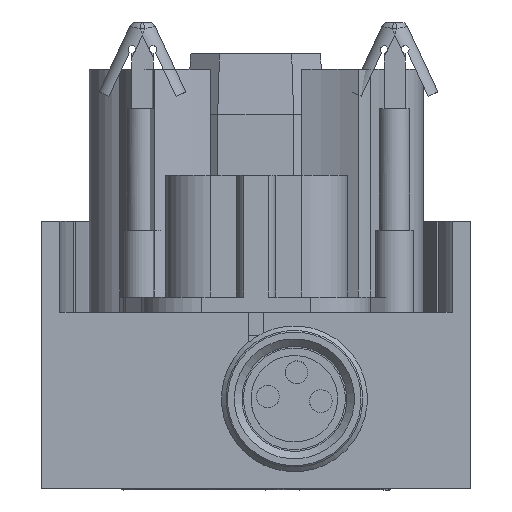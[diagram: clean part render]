
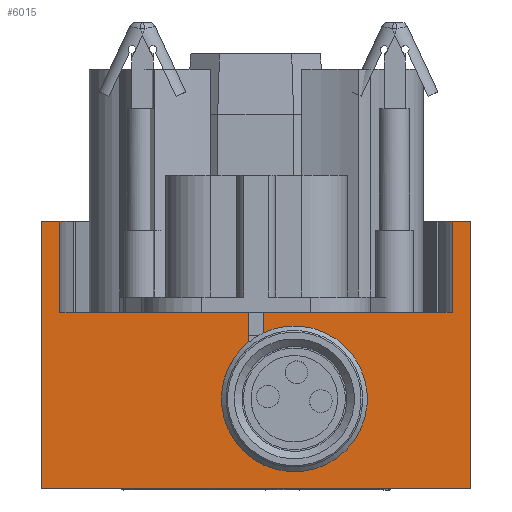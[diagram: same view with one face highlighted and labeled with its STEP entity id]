
A CAD part, front view. The second image highlights one B-rep face of the part: STEP entity #6015.
In plain terms, the highlighted planar face has unit normal (0, -1, 0).
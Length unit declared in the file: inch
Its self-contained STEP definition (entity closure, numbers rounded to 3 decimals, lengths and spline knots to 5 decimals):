
#190 = CARTESIAN_POINT ( 'NONE',  ( 1.08983, 0.87467, 1.25141 ) ) ;
#406 = DIRECTION ( 'NONE',  ( 1., 0., 0. ) ) ;
#493 = DIRECTION ( 'NONE',  ( 0., 0., -1. ) ) ;
#811 = CARTESIAN_POINT ( 'NONE',  ( 1.66463, 0.87467, 0.79471 ) ) ;
#925 = DIRECTION ( 'NONE',  ( 1., 0., 0. ) ) ;
#1228 = VERTEX_POINT ( 'NONE', #12519 ) ;
#1271 = DIRECTION ( 'NONE',  ( 0., 0., 1. ) ) ;
#1363 = CARTESIAN_POINT ( 'NONE',  ( 1.10951, 0.87467, 0.79471 ) ) ;
#1562 = PLANE ( 'NONE',  #13155 ) ;
#1994 = CARTESIAN_POINT ( 'NONE',  ( 0.60164, 0.87467, 1.48763 ) ) ;
#2235 = DIRECTION ( 'NONE',  ( 0., 0., -1. ) ) ;
#2452 = VECTOR ( 'NONE', #406, 39.37008 ) ;
#2791 = CARTESIAN_POINT ( 'NONE',  ( 1.61739, 0.87467, 1.48763 ) ) ;
#3199 = DIRECTION ( 'NONE',  ( 0., 0., -1. ) ) ;
#3428 = CARTESIAN_POINT ( 'NONE',  ( 1.1292, 0.87467, 0.79471 ) ) ;
#3873 = DIRECTION ( 'NONE',  ( 0., 0., -1. ) ) ;
#4008 = VERTEX_POINT ( 'NONE', #2791 ) ;
#4047 = CARTESIAN_POINT ( 'NONE',  ( 1.10951, 0.87467, 1.25141 ) ) ;
#4416 = LINE ( 'NONE', #18066, #4656 ) ;
#4537 = CARTESIAN_POINT ( 'NONE',  ( 0.60164, 0.87467, 1.25141 ) ) ;
#4656 = VECTOR ( 'NONE', #3199, 39.37008 ) ;
#4742 = EDGE_CURVE ( 'NONE', #8310, #13698, #16397, .T. ) ;
#4831 = CARTESIAN_POINT ( 'NONE',  ( 0.5544, 0.87467, 1.48763 ) ) ;
#5612 = LINE ( 'NONE', #16773, #7458 ) ;
#5721 = DIRECTION ( 'NONE',  ( 1., 0., 0. ) ) ;
#5894 = VERTEX_POINT ( 'NONE', #190 ) ;
#6015 = ADVANCED_FACE ( 'NONE', ( #15143 ), #1562, .F. ) ;
#6086 = ORIENTED_EDGE ( 'NONE', *, *, #14320, .F. ) ;
#6231 = CARTESIAN_POINT ( 'NONE',  ( 1.10951, 0.87467, 1.027 ) ) ;
#6292 = VERTEX_POINT ( 'NONE', #1994 ) ;
#6611 = ORIENTED_EDGE ( 'NONE', *, *, #13656, .F. ) ;
#6804 = VERTEX_POINT ( 'NONE', #11230 ) ;
#6851 = CARTESIAN_POINT ( 'NONE',  ( 1.61739, 0.87467, 1.25141 ) ) ;
#6916 = VECTOR ( 'NONE', #3873, 39.37008 ) ;
#7114 = CARTESIAN_POINT ( 'NONE',  ( 1.10951, 0.87467, 1.25141 ) ) ;
#7145 = EDGE_CURVE ( 'NONE', #5894, #9898, #4416, .T. ) ;
#7458 = VECTOR ( 'NONE', #18302, 39.37008 ) ;
#7492 = VECTOR ( 'NONE', #18726, 39.37008 ) ;
#7700 = LINE ( 'NONE', #11166, #9787 ) ;
#7770 = CARTESIAN_POINT ( 'NONE',  ( 1.66463, 0.87467, 0.79471 ) ) ;
#7831 = DIRECTION ( 'NONE',  ( 0., -1., 0. ) ) ;
#8169 = DIRECTION ( 'NONE',  ( 0., 0., 1. ) ) ;
#8229 = ORIENTED_EDGE ( 'NONE', *, *, #19243, .T. ) ;
#8310 = VERTEX_POINT ( 'NONE', #14701 ) ;
#8361 = VERTEX_POINT ( 'NONE', #4537 ) ;
#8547 = EDGE_CURVE ( 'NONE', #6292, #8361, #7700, .T. ) ;
#9093 = CIRCLE ( 'NONE', #11218, 0.0689 ) ;
#9787 = VECTOR ( 'NONE', #2235, 39.37008 ) ;
#9898 = VERTEX_POINT ( 'NONE', #16107 ) ;
#10169 = EDGE_CURVE ( 'NONE', #1228, #16882, #10546, .T. ) ;
#10443 = EDGE_CURVE ( 'NONE', #8361, #5894, #18145, .T. ) ;
#10546 = LINE ( 'NONE', #3428, #14230 ) ;
#10601 = ORIENTED_EDGE ( 'NONE', *, *, #17558, .F. ) ;
#10703 = ORIENTED_EDGE ( 'NONE', *, *, #18832, .F. ) ;
#10820 = VECTOR ( 'NONE', #5721, 39.37008 ) ;
#10906 = LINE ( 'NONE', #12627, #14607 ) ;
#11166 = CARTESIAN_POINT ( 'NONE',  ( 0.60164, 0.87467, 0.79471 ) ) ;
#11218 = AXIS2_PLACEMENT_3D ( 'NONE', #6231, #7831, #493 ) ;
#11230 = CARTESIAN_POINT ( 'NONE',  ( 0.5544, 0.87467, 0.79471 ) ) ;
#12101 = VERTEX_POINT ( 'NONE', #17491 ) ;
#12519 = CARTESIAN_POINT ( 'NONE',  ( 1.1292, 0.87467, 1.09302 ) ) ;
#12627 = CARTESIAN_POINT ( 'NONE',  ( 1.61739, 0.87467, 0.79471 ) ) ;
#13044 = VERTEX_POINT ( 'NONE', #6851 ) ;
#13155 = AXIS2_PLACEMENT_3D ( 'NONE', #1363, #17648, #19172 ) ;
#13240 = ORIENTED_EDGE ( 'NONE', *, *, #7145, .F. ) ;
#13468 = ORIENTED_EDGE ( 'NONE', *, *, #13818, .F. ) ;
#13480 = VECTOR ( 'NONE', #925, 39.37008 ) ;
#13608 = VECTOR ( 'NONE', #1271, 39.37008 ) ;
#13656 = EDGE_CURVE ( 'NONE', #9898, #1228, #9093, .T. ) ;
#13698 = VERTEX_POINT ( 'NONE', #7770 ) ;
#13803 = LINE ( 'NONE', #14112, #10820 ) ;
#13818 = EDGE_CURVE ( 'NONE', #12101, #6292, #5612, .T. ) ;
#13938 = LINE ( 'NONE', #4047, #13480 ) ;
#14112 = CARTESIAN_POINT ( 'NONE',  ( 0.5544, 0.87467, 0.79471 ) ) ;
#14230 = VECTOR ( 'NONE', #16624, 39.37008 ) ;
#14320 = EDGE_CURVE ( 'NONE', #6804, #12101, #15881, .T. ) ;
#14607 = VECTOR ( 'NONE', #8169, 39.37008 ) ;
#14667 = CARTESIAN_POINT ( 'NONE',  ( 0.5544, 0.87467, 0.79471 ) ) ;
#14701 = CARTESIAN_POINT ( 'NONE',  ( 1.66463, 0.87467, 1.48763 ) ) ;
#14928 = CARTESIAN_POINT ( 'NONE',  ( 1.1292, 0.87467, 1.25141 ) ) ;
#15143 = FACE_OUTER_BOUND ( 'NONE', #18575, .T. ) ;
#15881 = LINE ( 'NONE', #14667, #13608 ) ;
#16023 = ORIENTED_EDGE ( 'NONE', *, *, #4742, .F. ) ;
#16107 = CARTESIAN_POINT ( 'NONE',  ( 1.08983, 0.87467, 1.09302 ) ) ;
#16397 = LINE ( 'NONE', #811, #6916 ) ;
#16549 = LINE ( 'NONE', #4831, #2452 ) ;
#16624 = DIRECTION ( 'NONE',  ( 0., 0., 1. ) ) ;
#16651 = EDGE_CURVE ( 'NONE', #4008, #8310, #16549, .T. ) ;
#16773 = CARTESIAN_POINT ( 'NONE',  ( 0.5544, 0.87467, 1.48763 ) ) ;
#16882 = VERTEX_POINT ( 'NONE', #14928 ) ;
#17491 = CARTESIAN_POINT ( 'NONE',  ( 0.5544, 0.87467, 1.48763 ) ) ;
#17558 = EDGE_CURVE ( 'NONE', #13044, #4008, #10906, .T. ) ;
#17648 = DIRECTION ( 'NONE',  ( 0., 1., 0. ) ) ;
#18066 = CARTESIAN_POINT ( 'NONE',  ( 1.08983, 0.87467, 0.79471 ) ) ;
#18142 = ORIENTED_EDGE ( 'NONE', *, *, #16651, .F. ) ;
#18145 = LINE ( 'NONE', #7114, #7492 ) ;
#18302 = DIRECTION ( 'NONE',  ( 1., 0., 0. ) ) ;
#18511 = ORIENTED_EDGE ( 'NONE', *, *, #8547, .F. ) ;
#18575 = EDGE_LOOP ( 'NONE', ( #13240, #18838, #18511, #13468, #6086, #8229, #16023, #18142, #10601, #10703, #18615, #6611 ) ) ;
#18615 = ORIENTED_EDGE ( 'NONE', *, *, #10169, .F. ) ;
#18726 = DIRECTION ( 'NONE',  ( 1., 0., 0. ) ) ;
#18832 = EDGE_CURVE ( 'NONE', #16882, #13044, #13938, .T. ) ;
#18838 = ORIENTED_EDGE ( 'NONE', *, *, #10443, .F. ) ;
#19172 = DIRECTION ( 'NONE',  ( 0., 0., 1. ) ) ;
#19243 = EDGE_CURVE ( 'NONE', #6804, #13698, #13803, .T. ) ;
